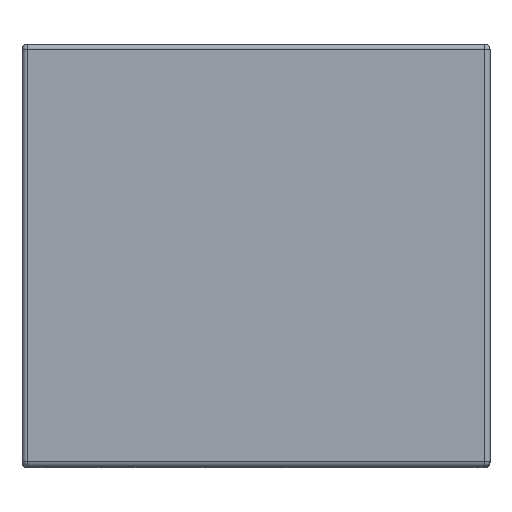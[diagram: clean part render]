
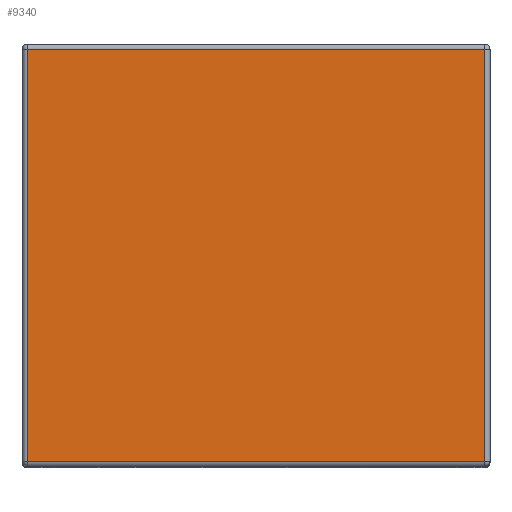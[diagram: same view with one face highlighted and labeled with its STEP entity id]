
A CAD part, top view. The second image highlights one B-rep face of the part: STEP entity #9340.
In plain terms, the highlighted planar face has unit normal (0, 0, 1).
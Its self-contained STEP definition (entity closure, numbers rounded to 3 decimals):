
#810=PLANE('',#9943);
#1297=LINE('',#13227,#2195);
#1298=LINE('',#13236,#2196);
#1302=LINE('',#13251,#2200);
#1304=LINE('',#13254,#2202);
#2195=VECTOR('',#10568,10.);
#2196=VECTOR('',#10579,10.);
#2200=VECTOR('',#10597,10.);
#2202=VECTOR('',#10601,10.);
#2923=FACE_OUTER_BOUND('',#3499,.T.);
#3499=EDGE_LOOP('',(#6993,#6994,#6995,#6996));
#4485=VERTEX_POINT('',#13214);
#4487=VERTEX_POINT('',#13220);
#4488=VERTEX_POINT('',#13229);
#4494=VERTEX_POINT('',#13247);
#5461=EDGE_CURVE('',#4485,#4487,#1297,.T.);
#5465=EDGE_CURVE('',#4488,#4485,#1298,.T.);
#5473=EDGE_CURVE('',#4487,#4494,#1302,.T.);
#5475=EDGE_CURVE('',#4494,#4488,#1304,.T.);
#6993=ORIENTED_EDGE('',*,*,#5461,.F.);
#6994=ORIENTED_EDGE('',*,*,#5465,.F.);
#6995=ORIENTED_EDGE('',*,*,#5475,.F.);
#6996=ORIENTED_EDGE('',*,*,#5473,.F.);
#9340=ADVANCED_FACE('',(#2923),#810,.T.);
#9943=AXIS2_PLACEMENT_3D('',#13277,#10622,#10623);
#10568=DIRECTION('',(0.,1.,0.));
#10579=DIRECTION('',(-1.,0.,0.));
#10597=DIRECTION('',(1.,0.,0.));
#10601=DIRECTION('',(0.,-1.,0.));
#10622=DIRECTION('center_axis',(0.,0.,1.));
#10623=DIRECTION('ref_axis',(0.,-1.,0.));
#13214=CARTESIAN_POINT('',(1.,-38.75,64.55));
#13220=CARTESIAN_POINT('',(1.,38.75,64.55));
#13227=CARTESIAN_POINT('',(1.,19.875,64.55));
#13229=CARTESIAN_POINT('',(87.,-38.75,64.55));
#13236=CARTESIAN_POINT('',(0.,-38.75,64.55));
#13247=CARTESIAN_POINT('',(87.,38.75,64.55));
#13251=CARTESIAN_POINT('',(0.,38.75,64.55));
#13254=CARTESIAN_POINT('',(87.,19.875,64.55));
#13277=CARTESIAN_POINT('Origin',(0.,39.75,64.55));
